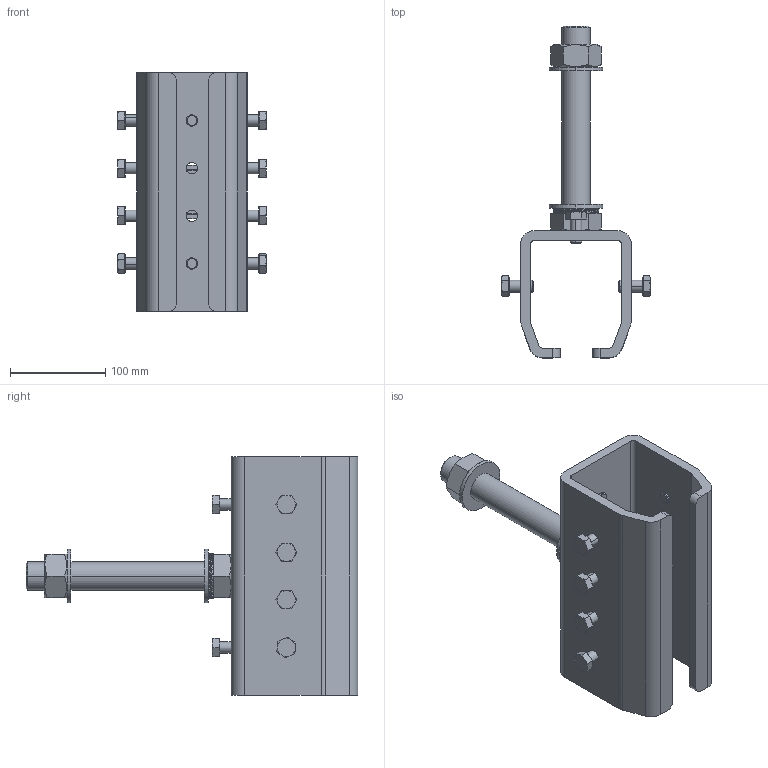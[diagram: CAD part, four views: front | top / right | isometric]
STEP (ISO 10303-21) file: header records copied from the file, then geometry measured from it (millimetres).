
FILE_DESCRIPTION (( 'STEP AP203' ), '1' );
FILE_NAME ('1.27.B11.STEP', '2018-06-21T08:33:27', ( '' ), ( '' ), 'SwSTEP 2.0', 'SolidWorks 2017', '' );
FILE_SCHEMA (( 'CONFIG_CONTROL_DESIGN' ));
Length unit declared in the file: millimetre
Products named in the file (7): 27.B49 assy; M12x25; M30x200; 31 6798; RODELLA; M30_M30; 1.27.B11
Assembly tree (10 placements, depth 2):
  1.27.B11
    27.B49 assy
    M12x25  x4
    M30x200
    31 6798
    RODELLA  x2
    M30_M30
Bounding box: 155.9 x 348 x 250 mm (x, y, z)
Volume: 1239094.6 mm3; surface area: 277672.2 mm2
Topology: 16 solids, 16 shells, 1539 faces, 4315 edges, 2819 vertices
Faces by surface type: cylinder 1205, plane 235, cone 96, bspline 3
Entity records: 55605 total; most frequent: CARTESIAN_POINT 23550, ORIENTED_EDGE 8270, EDGE_CURVE 4135, DIRECTION 4090, B_SPLINE_CURVE_WITH_KNOTS 3087, VERTEX_POINT 2715, AXIS2_PLACEMENT_3D 1849, EDGE_LOOP 1490
